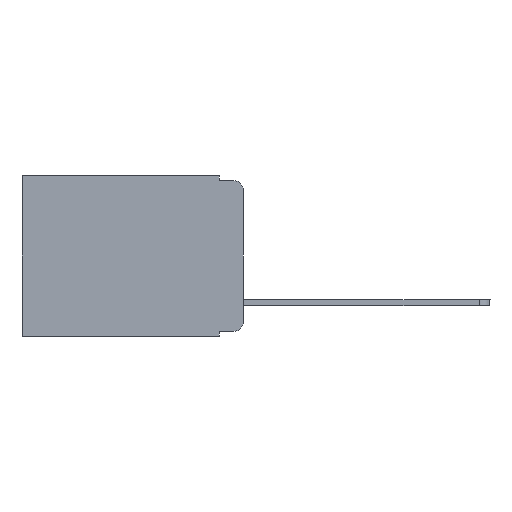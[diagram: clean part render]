
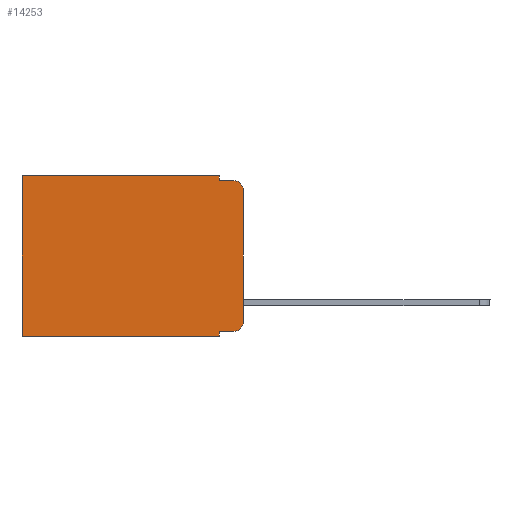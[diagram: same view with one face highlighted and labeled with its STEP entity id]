
A CAD part, left-side view. The second image highlights one B-rep face of the part: STEP entity #14253.
In plain terms, the highlighted planar face has unit normal (-1, 0, 0).
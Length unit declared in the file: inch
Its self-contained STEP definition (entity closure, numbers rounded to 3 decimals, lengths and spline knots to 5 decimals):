
#124 = ORIENTED_EDGE ( 'NONE', *, *, #3547, .F. ) ;
#377 = FACE_OUTER_BOUND ( 'NONE', #7318, .T. ) ;
#603 = VERTEX_POINT ( 'NONE', #5589 ) ;
#865 = EDGE_CURVE ( 'NONE', #19508, #19865, #13968, .T. ) ;
#877 = VERTEX_POINT ( 'NONE', #16590 ) ;
#1436 = CARTESIAN_POINT ( 'NONE',  ( 0.298, 0., 0. ) ) ;
#1557 = CARTESIAN_POINT ( 'NONE',  ( 0.298, 0.051, 0. ) ) ;
#1632 = ORIENTED_EDGE ( 'NONE', *, *, #3292, .F. ) ;
#2562 = DIRECTION ( 'NONE',  ( 0., 0., -1. ) ) ;
#2663 = EDGE_CURVE ( 'NONE', #11889, #877, #3054, .T. ) ;
#2690 = CARTESIAN_POINT ( 'NONE',  ( 0.298, 0.473, 0. ) ) ;
#3054 = LINE ( 'NONE', #9425, #19783 ) ;
#3210 = DIRECTION ( 'NONE',  ( 0., 0., -1. ) ) ;
#3271 = LINE ( 'NONE', #1557, #12351 ) ;
#3292 = EDGE_CURVE ( 'NONE', #10164, #19865, #14642, .T. ) ;
#3364 = ORIENTED_EDGE ( 'NONE', *, *, #18260, .T. ) ;
#3421 = ORIENTED_EDGE ( 'NONE', *, *, #10006, .F. ) ;
#3547 = EDGE_CURVE ( 'NONE', #5358, #11889, #3271, .T. ) ;
#3734 = VECTOR ( 'NONE', #12705, 39.37008 ) ;
#3859 = DIRECTION ( 'NONE',  ( -1., 0., 0. ) ) ;
#3958 = EDGE_CURVE ( 'NONE', #603, #11882, #8031, .T. ) ;
#4428 = PLANE ( 'NONE',  #17131 ) ;
#4562 = LINE ( 'NONE', #9296, #17992 ) ;
#5160 = DIRECTION ( 'NONE',  ( 0., 0., -1. ) ) ;
#5358 = VERTEX_POINT ( 'NONE', #9764 ) ;
#5589 = CARTESIAN_POINT ( 'NONE',  ( 0.298, 0.051, 0. ) ) ;
#5614 = EDGE_CURVE ( 'NONE', #11882, #877, #18933, .T. ) ;
#5843 = EDGE_CURVE ( 'NONE', #5358, #19508, #6000, .T. ) ;
#6000 = LINE ( 'NONE', #6612, #7512 ) ;
#6040 = CARTESIAN_POINT ( 'NONE',  ( 0.298, 0.051, -0.343 ) ) ;
#6086 = LINE ( 'NONE', #6996, #14928 ) ;
#6612 = CARTESIAN_POINT ( 'NONE',  ( 0.298, 0.051, -0.333 ) ) ;
#6724 = ORIENTED_EDGE ( 'NONE', *, *, #865, .T. ) ;
#6873 = ORIENTED_EDGE ( 'NONE', *, *, #5843, .T. ) ;
#6903 = CARTESIAN_POINT ( 'NONE',  ( 0.298, 0.02, -0.03 ) ) ;
#6929 = CARTESIAN_POINT ( 'NONE',  ( 0.298, 0., 0. ) ) ;
#6996 = CARTESIAN_POINT ( 'NONE',  ( 0.298, 0.051, -0.01 ) ) ;
#7318 = EDGE_LOOP ( 'NONE', ( #1632, #3364, #7458, #3421, #14372, #11810, #14367, #124, #6873, #6724 ) ) ;
#7458 = ORIENTED_EDGE ( 'NONE', *, *, #9624, .F. ) ;
#7512 = VECTOR ( 'NONE', #13236, 39.37008 ) ;
#8012 = CARTESIAN_POINT ( 'NONE',  ( 0.298, 0.02, -0.333 ) ) ;
#8031 = LINE ( 'NONE', #1436, #3734 ) ;
#9013 = CARTESIAN_POINT ( 'NONE',  ( 0.298, 0.473, 0. ) ) ;
#9070 = DIRECTION ( 'NONE',  ( 1., 0., 0. ) ) ;
#9291 = VECTOR ( 'NONE', #2562, 39.37008 ) ;
#9296 = CARTESIAN_POINT ( 'NONE',  ( 0.298, 0.051, 0. ) ) ;
#9425 = CARTESIAN_POINT ( 'NONE',  ( 0.298, 0., -0.343 ) ) ;
#9624 = EDGE_CURVE ( 'NONE', #17125, #18676, #6086, .T. ) ;
#9764 = CARTESIAN_POINT ( 'NONE',  ( 0.298, 0.051, -0.333 ) ) ;
#10006 = EDGE_CURVE ( 'NONE', #603, #17125, #4562, .T. ) ;
#10164 = VERTEX_POINT ( 'NONE', #17287 ) ;
#10285 = CARTESIAN_POINT ( 'NONE',  ( 0.298, 0.02, -0.313 ) ) ;
#10690 = DIRECTION ( 'NONE',  ( 0., 0., -1. ) ) ;
#11118 = AXIS2_PLACEMENT_3D ( 'NONE', #10285, #3859, #5160 ) ;
#11640 = CARTESIAN_POINT ( 'NONE',  ( 0.298, 0.02, -0.01 ) ) ;
#11803 = DIRECTION ( 'NONE',  ( -1., 0., 0. ) ) ;
#11810 = ORIENTED_EDGE ( 'NONE', *, *, #5614, .T. ) ;
#11882 = VERTEX_POINT ( 'NONE', #2690 ) ;
#11889 = VERTEX_POINT ( 'NONE', #6040 ) ;
#12199 = CARTESIAN_POINT ( 'NONE',  ( 0.298, 0.051, -0.01 ) ) ;
#12351 = VECTOR ( 'NONE', #3210, 39.37008 ) ;
#12705 = DIRECTION ( 'NONE',  ( 0., 1., 0. ) ) ;
#13236 = DIRECTION ( 'NONE',  ( 0., -1., 0. ) ) ;
#13722 = AXIS2_PLACEMENT_3D ( 'NONE', #6903, #11803, #13885 ) ;
#13830 = CARTESIAN_POINT ( 'NONE',  ( 0.298, 0., -0.313 ) ) ;
#13885 = DIRECTION ( 'NONE',  ( 0., 0., -1. ) ) ;
#13914 = DIRECTION ( 'NONE',  ( 0., 1., 0. ) ) ;
#13968 = CIRCLE ( 'NONE', #11118, 0.02 ) ;
#14253 = ADVANCED_FACE ( 'NONE', ( #377 ), #4428, .F. ) ;
#14367 = ORIENTED_EDGE ( 'NONE', *, *, #2663, .F. ) ;
#14372 = ORIENTED_EDGE ( 'NONE', *, *, #3958, .T. ) ;
#14642 = LINE ( 'NONE', #6929, #19746 ) ;
#14928 = VECTOR ( 'NONE', #18211, 39.37008 ) ;
#14976 = CIRCLE ( 'NONE', #13722, 0.02 ) ;
#16590 = CARTESIAN_POINT ( 'NONE',  ( 0.298, 0.473, -0.343 ) ) ;
#17125 = VERTEX_POINT ( 'NONE', #12199 ) ;
#17131 = AXIS2_PLACEMENT_3D ( 'NONE', #17371, #9070, #10690 ) ;
#17287 = CARTESIAN_POINT ( 'NONE',  ( 0.298, 0., -0.03 ) ) ;
#17371 = CARTESIAN_POINT ( 'NONE',  ( 0.298, 0., 0. ) ) ;
#17992 = VECTOR ( 'NONE', #19219, 39.37008 ) ;
#18211 = DIRECTION ( 'NONE',  ( 0., -1., 0. ) ) ;
#18260 = EDGE_CURVE ( 'NONE', #10164, #18676, #14976, .T. ) ;
#18358 = DIRECTION ( 'NONE',  ( 0., 0., -1. ) ) ;
#18676 = VERTEX_POINT ( 'NONE', #11640 ) ;
#18933 = LINE ( 'NONE', #9013, #9291 ) ;
#19219 = DIRECTION ( 'NONE',  ( 0., 0., -1. ) ) ;
#19508 = VERTEX_POINT ( 'NONE', #8012 ) ;
#19746 = VECTOR ( 'NONE', #18358, 39.37008 ) ;
#19783 = VECTOR ( 'NONE', #13914, 39.37008 ) ;
#19865 = VERTEX_POINT ( 'NONE', #13830 ) ;
